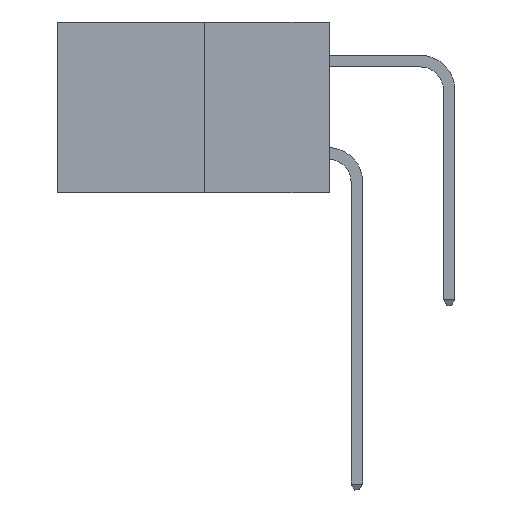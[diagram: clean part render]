
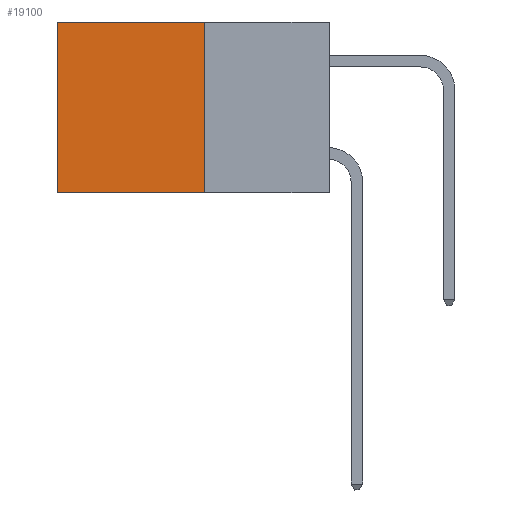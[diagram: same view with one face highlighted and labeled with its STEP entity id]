
A CAD part, left-side view. The second image highlights one B-rep face of the part: STEP entity #19100.
In plain terms, the highlighted planar face has unit normal (-1, 0, 0).
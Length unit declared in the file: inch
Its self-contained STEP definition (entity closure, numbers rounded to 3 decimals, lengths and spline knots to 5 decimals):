
#1350 = ORIENTED_EDGE ( 'NONE', *, *, #33083, .F. ) ;
#1990 = CARTESIAN_POINT ( 'NONE',  ( 0.277, 0.59, -0.37 ) ) ;
#4174 = CARTESIAN_POINT ( 'NONE',  ( 0.277, 0.27, -0.37 ) ) ;
#4374 = EDGE_CURVE ( 'NONE', #15549, #12017, #22000, .T. ) ;
#6106 = ORIENTED_EDGE ( 'NONE', *, *, #27215, .F. ) ;
#6183 = CARTESIAN_POINT ( 'NONE',  ( 0.277, 0.27, -0.37 ) ) ;
#6746 = DIRECTION ( 'NONE',  ( 0., 0., -1. ) ) ;
#7601 = LINE ( 'NONE', #6183, #15823 ) ;
#8214 = CARTESIAN_POINT ( 'NONE',  ( 0.277, 0.27, -0.37 ) ) ;
#8291 = CARTESIAN_POINT ( 'NONE',  ( 0.277, 0.27, 0. ) ) ;
#9714 = VECTOR ( 'NONE', #12714, 39.37008 ) ;
#11021 = DIRECTION ( 'NONE',  ( 1., 0., 0. ) ) ;
#12017 = VERTEX_POINT ( 'NONE', #1990 ) ;
#12714 = DIRECTION ( 'NONE',  ( 0., 1., 0. ) ) ;
#13571 = VECTOR ( 'NONE', #18643, 39.37008 ) ;
#14634 = VECTOR ( 'NONE', #6746, 39.37008 ) ;
#14940 = CARTESIAN_POINT ( 'NONE',  ( 0.277, 0.59, 0. ) ) ;
#15549 = VERTEX_POINT ( 'NONE', #14940 ) ;
#15823 = VECTOR ( 'NONE', #25576, 39.37008 ) ;
#16384 = EDGE_LOOP ( 'NONE', ( #33253, #6106, #1350, #31477 ) ) ;
#17725 = CARTESIAN_POINT ( 'NONE',  ( 0.277, 0.59, -0.37 ) ) ;
#18311 = CARTESIAN_POINT ( 'NONE',  ( 0.277, 0.27, 0. ) ) ;
#18643 = DIRECTION ( 'NONE',  ( 0., 0., -1. ) ) ;
#18789 = AXIS2_PLACEMENT_3D ( 'NONE', #8214, #11021, #30427 ) ;
#19100 = ADVANCED_FACE ( 'NONE', ( #32463 ), #35882, .F. ) ;
#19815 = VERTEX_POINT ( 'NONE', #8291 ) ;
#22000 = LINE ( 'NONE', #17725, #14634 ) ;
#25576 = DIRECTION ( 'NONE',  ( 0., 1., 0. ) ) ;
#26040 = VERTEX_POINT ( 'NONE', #4174 ) ;
#27215 = EDGE_CURVE ( 'NONE', #26040, #12017, #7601, .T. ) ;
#28328 = EDGE_CURVE ( 'NONE', #19815, #15549, #30127, .T. ) ;
#30127 = LINE ( 'NONE', #18311, #9714 ) ;
#30427 = DIRECTION ( 'NONE',  ( 0., 0., -1. ) ) ;
#31477 = ORIENTED_EDGE ( 'NONE', *, *, #28328, .T. ) ;
#32463 = FACE_OUTER_BOUND ( 'NONE', #16384, .T. ) ;
#32579 = CARTESIAN_POINT ( 'NONE',  ( 0.277, 0.27, -0.37 ) ) ;
#33083 = EDGE_CURVE ( 'NONE', #19815, #26040, #35740, .T. ) ;
#33253 = ORIENTED_EDGE ( 'NONE', *, *, #4374, .T. ) ;
#35740 = LINE ( 'NONE', #32579, #13571 ) ;
#35882 = PLANE ( 'NONE',  #18789 ) ;
